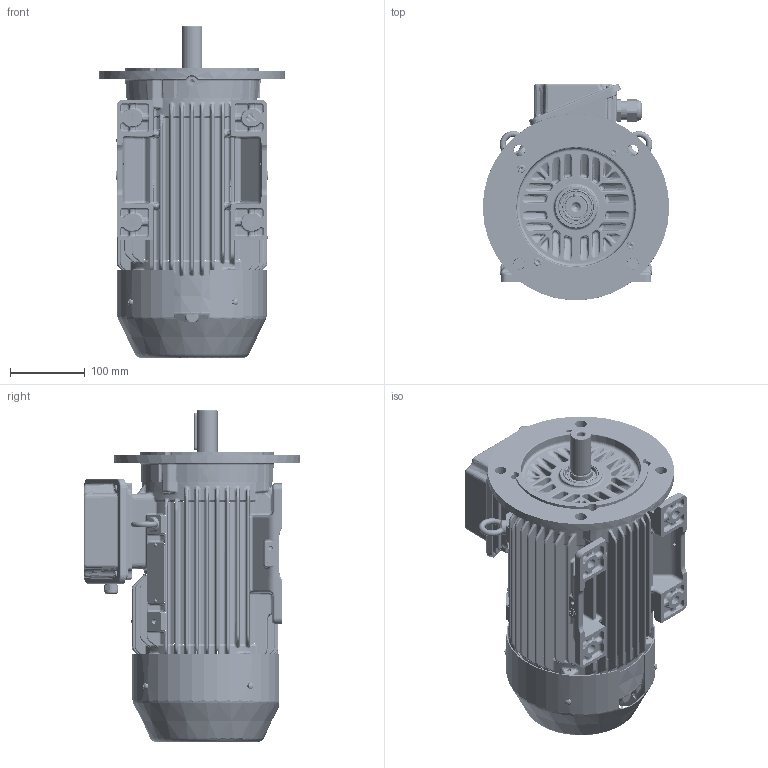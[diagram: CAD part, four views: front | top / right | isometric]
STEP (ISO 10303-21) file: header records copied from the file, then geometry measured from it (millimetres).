
FILE_DESCRIPTION(/* description */ (''),/* implementation_level */ '2;1');
FILE_NAME(/* name */ '6521753xx.stp',/* time_stamp */ '2021-03-30T11:14:52+03:00',/* author */ (''),/* organization */ (''),/* preprocessor_version */ 'ST-DEVELOPER v16',/* originating_system */ 'SIEMENS PLM Software NX 11.0',/* authorisation */ '');
FILE_SCHEMA (('AUTOMOTIVE_DESIGN { 1 0 10303 214 3 1 1 1 }'));
Products named in the file (1): 26000A30F4D8roj3
Bounding box: 250 x 290.48 x 445 mm (x, y, z)
Surface area: 811534 mm2 (no closed solid volume)
Topology: 0 solids, 112 shells, 4446 faces, 12925 edges, 8049 vertices
Faces by surface type: bspline 1520, cylinder 1188, plane 853, torus 357, cone 325, sphere 200, extrusion 3
Full cylindrical faces by diameter (mm): 4.2 x2, 5 x9, 6.5 x1, 6.8 x2, 7 x1, 8 x4, 8.5 x1, 8.65 x4, 10 x4, 10.5 x1, 11 x4, 14 x2, 16 x1, 17.2 x2, 18 x1, 20 x2, 25.25 x2, 27.336 x1, 27.7 x2, 28 x1, 30 x1, 43.4 x1, 43.6 x1, 46 x1, 72 x1, 174 x1, 250 x1
Entity records: 191838 total; most frequent: CARTESIAN_POINT 86485, ORIENTED_EDGE 21983, DIRECTION 19562, EDGE_CURVE 12466, AXIS2_PLACEMENT_3D 8028, VERTEX_POINT 7994, EDGE_LOOP 4955, CIRCLE 4466
